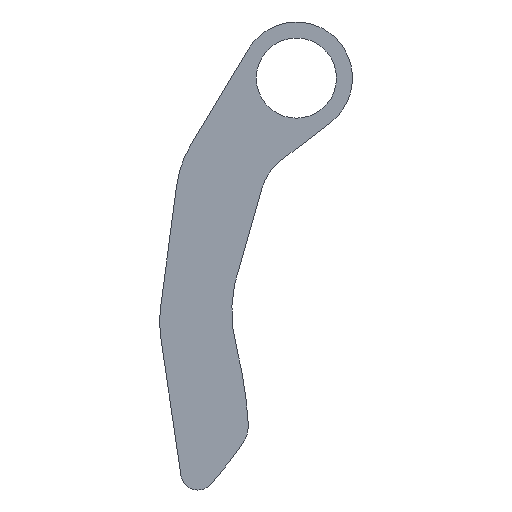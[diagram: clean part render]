
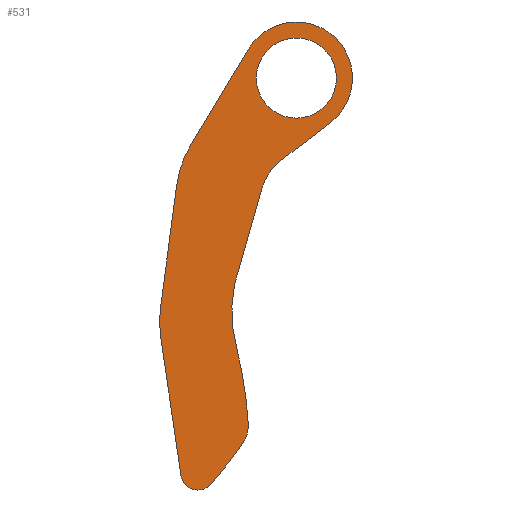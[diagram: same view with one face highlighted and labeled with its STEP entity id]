
A CAD part, front view. The second image highlights one B-rep face of the part: STEP entity #531.
In plain terms, the highlighted planar face has unit normal (0, -1, 0).
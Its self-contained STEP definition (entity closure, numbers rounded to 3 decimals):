
#2 = CIRCLE ( 'NONE', #639, 51.167 ) ;
#4 = DIRECTION ( 'NONE',  ( 0., 0., 1. ) ) ;
#9 = LINE ( 'NONE', #643, #169 ) ;
#10 = DIRECTION ( 'NONE',  ( 0., -1., 0. ) ) ;
#13 = DIRECTION ( 'NONE',  ( 0., 0., 1. ) ) ;
#22 = VERTEX_POINT ( 'NONE', #515 ) ;
#26 = VERTEX_POINT ( 'NONE', #361 ) ;
#31 = CIRCLE ( 'NONE', #470, 21. ) ;
#33 = CARTESIAN_POINT ( 'NONE',  ( -30., 0., -130. ) ) ;
#34 = DIRECTION ( 'NONE',  ( 0., 1., 0. ) ) ;
#35 = CIRCLE ( 'NONE', #510, 40. ) ;
#40 = CARTESIAN_POINT ( 'NONE',  ( -36.867, 0., -154.181 ) ) ;
#44 = EDGE_LOOP ( 'NONE', ( #182, #569 ) ) ;
#45 = ORIENTED_EDGE ( 'NONE', *, *, #451, .F. ) ;
#49 = EDGE_CURVE ( 'NONE', #205, #97, #629, .T. ) ;
#50 = CARTESIAN_POINT ( 'NONE',  ( -171.257, 0., -138.292 ) ) ;
#60 = CARTESIAN_POINT ( 'NONE',  ( 0., 0., 0. ) ) ;
#62 = CARTESIAN_POINT ( 'NONE',  ( -5.169, 0., -45.531 ) ) ;
#67 = DIRECTION ( 'NONE',  ( 0., 0., -1. ) ) ;
#69 = EDGE_LOOP ( 'NONE', ( #396, #490, #600, #509, #95, #259, #612, #402, #419, #572, #406, #133, #45, #81, #119 ) ) ;
#72 = CIRCLE ( 'NONE', #537, 153.5 ) ;
#81 = ORIENTED_EDGE ( 'NONE', *, *, #102, .F. ) ;
#82 = EDGE_CURVE ( 'NONE', #22, #517, #9, .T. ) ;
#84 = DIRECTION ( 'NONE',  ( 0., 0., -1. ) ) ;
#86 = EDGE_CURVE ( 'NONE', #186, #292, #260, .T. ) ;
#88 = DIRECTION ( 'NONE',  ( 0., 1., 0. ) ) ;
#94 = DIRECTION ( 'NONE',  ( 0., 0., 1. ) ) ;
#95 = ORIENTED_EDGE ( 'NONE', *, *, #155, .F. ) ;
#97 = VERTEX_POINT ( 'NONE', #317 ) ;
#102 = EDGE_CURVE ( 'NONE', #359, #150, #106, .T. ) ;
#106 = CIRCLE ( 'NONE', #532, 20. ) ;
#111 = DIRECTION ( 'NONE',  ( 0., 0., 1. ) ) ;
#119 = ORIENTED_EDGE ( 'NONE', *, *, #264, .F. ) ;
#123 = CARTESIAN_POINT ( 'NONE',  ( 0., 0., 0. ) ) ;
#133 = ORIENTED_EDGE ( 'NONE', *, *, #583, .F. ) ;
#136 = CARTESIAN_POINT ( 'NONE',  ( 12.767, 0., -16.674 ) ) ;
#150 = VERTEX_POINT ( 'NONE', #219 ) ;
#155 = EDGE_CURVE ( 'NONE', #327, #22, #2, .T. ) ;
#157 = AXIS2_PLACEMENT_3D ( 'NONE', #33, #88, #249 ) ;
#162 = CARTESIAN_POINT ( 'NONE',  ( -20.116, 0., -136.805 ) ) ;
#169 = VECTOR ( 'NONE', #527, 1000. ) ;
#170 = AXIS2_PLACEMENT_3D ( 'NONE', #123, #477, #67 ) ;
#173 = CARTESIAN_POINT ( 'NONE',  ( -44.825, 0., -40.292 ) ) ;
#174 = CARTESIAN_POINT ( 'NONE',  ( 12.767, 0., -16.674 ) ) ;
#182 = ORIENTED_EDGE ( 'NONE', *, *, #49, .T. ) ;
#185 = DIRECTION ( 'NONE',  ( -0.276, 0., -0.961 ) ) ;
#186 = VERTEX_POINT ( 'NONE', #553 ) ;
#199 = CARTESIAN_POINT ( 'NONE',  ( -36.867, 0., -147.785 ) ) ;
#205 = VERTEX_POINT ( 'NONE', #454 ) ;
#208 = AXIS2_PLACEMENT_3D ( 'NONE', #199, #303, #94 ) ;
#212 = CIRCLE ( 'NONE', #673, 15. ) ;
#214 = EDGE_CURVE ( 'NONE', #517, #411, #35, .T. ) ;
#219 = CARTESIAN_POINT ( 'NONE',  ( -12.873, 0., -41.264 ) ) ;
#220 = DIRECTION ( 'NONE',  ( 0., 1., 0. ) ) ;
#243 = CARTESIAN_POINT ( 'NONE',  ( -5.806, 0., -30.895 ) ) ;
#248 = EDGE_CURVE ( 'NONE', #411, #26, #388, .T. ) ;
#249 = DIRECTION ( 'NONE',  ( 0., 0., 1. ) ) ;
#259 = ORIENTED_EDGE ( 'NONE', *, *, #421, .F. ) ;
#260 = CIRCLE ( 'NONE', #368, 153.5 ) ;
#264 = EDGE_CURVE ( 'NONE', #680, #359, #267, .T. ) ;
#265 = DIRECTION ( 'NONE',  ( 0., 1., 0. ) ) ;
#266 = FACE_BOUND ( 'NONE', #44, .T. ) ;
#267 = LINE ( 'NONE', #174, #554 ) ;
#273 = CARTESIAN_POINT ( 'NONE',  ( -146.544, 0., -49.752 ) ) ;
#279 = CARTESIAN_POINT ( 'NONE',  ( 0., 0., 0. ) ) ;
#285 = DIRECTION ( 'NONE',  ( 0., 1., 0. ) ) ;
#289 = DIRECTION ( 'NONE',  ( 0., 1., 0. ) ) ;
#291 = LINE ( 'NONE', #357, #693 ) ;
#292 = VERTEX_POINT ( 'NONE', #484 ) ;
#296 = DIRECTION ( 'NONE',  ( -0.145, 0., 0.989 ) ) ;
#297 = VERTEX_POINT ( 'NONE', #162 ) ;
#303 = DIRECTION ( 'NONE',  ( 0., 1., 0. ) ) ;
#305 = CARTESIAN_POINT ( 'NONE',  ( -43.195, 0., -148.715 ) ) ;
#312 = EDGE_CURVE ( 'NONE', #97, #205, #212, .T. ) ;
#314 = CARTESIAN_POINT ( 'NONE',  ( 0.007, 0., -91.243 ) ) ;
#317 = CARTESIAN_POINT ( 'NONE',  ( 0., 0., 15. ) ) ;
#318 = CARTESIAN_POINT ( 'NONE',  ( 26.994, 0., -87.458 ) ) ;
#324 = CARTESIAN_POINT ( 'NONE',  ( -21.14, 0., -70.102 ) ) ;
#327 = VERTEX_POINT ( 'NONE', #456 ) ;
#329 = DIRECTION ( 'NONE',  ( 0., 1., 0. ) ) ;
#333 = VERTEX_POINT ( 'NONE', #305 ) ;
#334 = CARTESIAN_POINT ( 'NONE',  ( 6.353, 0., -46.775 ) ) ;
#341 = CARTESIAN_POINT ( 'NONE',  ( -39.466, 0., -24.946 ) ) ;
#346 = CARTESIAN_POINT ( 'NONE',  ( -43.195, 0., -148.715 ) ) ;
#352 = AXIS2_PLACEMENT_3D ( 'NONE', #60, #329, #590 ) ;
#355 = CIRCLE ( 'NONE', #618, 6.396 ) ;
#357 = CARTESIAN_POINT ( 'NONE',  ( -12.873, 0., -41.264 ) ) ;
#359 = VERTEX_POINT ( 'NONE', #243 ) ;
#361 = CARTESIAN_POINT ( 'NONE',  ( -18.006, 0., 10.807 ) ) ;
#368 = AXIS2_PLACEMENT_3D ( 'NONE', #50, #378, #13 ) ;
#369 = EDGE_CURVE ( 'NONE', #418, #333, #636, .T. ) ;
#370 = CARTESIAN_POINT ( 'NONE',  ( -32.098, 0., -152.048 ) ) ;
#371 = CARTESIAN_POINT ( 'NONE',  ( -39.466, 0., -24.946 ) ) ;
#373 = DIRECTION ( 'NONE',  ( 0., -1., 0. ) ) ;
#375 = DIRECTION ( 'NONE',  ( 0., 0., 1. ) ) ;
#378 = DIRECTION ( 'NONE',  ( 0., 1., 0. ) ) ;
#387 = FACE_OUTER_BOUND ( 'NONE', #69, .T. ) ;
#388 = LINE ( 'NONE', #371, #581 ) ;
#396 = ORIENTED_EDGE ( 'NONE', *, *, #399, .F. ) ;
#399 = EDGE_CURVE ( 'NONE', #26, #680, #31, .T. ) ;
#402 = ORIENTED_EDGE ( 'NONE', *, *, #577, .F. ) ;
#403 = VECTOR ( 'NONE', #296, 1000. ) ;
#406 = ORIENTED_EDGE ( 'NONE', *, *, #86, .F. ) ;
#411 = VERTEX_POINT ( 'NONE', #341 ) ;
#418 = VERTEX_POINT ( 'NONE', #40 ) ;
#419 = ORIENTED_EDGE ( 'NONE', *, *, #593, .F. ) ;
#421 = EDGE_CURVE ( 'NONE', #333, #327, #665, .T. ) ;
#433 = DIRECTION ( 'NONE',  ( 0., 0., 1. ) ) ;
#443 = AXIS2_PLACEMENT_3D ( 'NONE', #318, #10, #610 ) ;
#446 = CARTESIAN_POINT ( 'NONE',  ( -36.867, 0., -147.785 ) ) ;
#451 = EDGE_CURVE ( 'NONE', #150, #549, #291, .T. ) ;
#454 = CARTESIAN_POINT ( 'NONE',  ( 0., 0., -15. ) ) ;
#456 = CARTESIAN_POINT ( 'NONE',  ( -50.933, 0., -96.056 ) ) ;
#470 = AXIS2_PLACEMENT_3D ( 'NONE', #563, #34, #84 ) ;
#477 = DIRECTION ( 'NONE',  ( 0., -1., 0. ) ) ;
#484 = CARTESIAN_POINT ( 'NONE',  ( -18.021, 0., -129.297 ) ) ;
#488 = DIRECTION ( 'NONE',  ( 0.515, 0., 0.857 ) ) ;
#490 = ORIENTED_EDGE ( 'NONE', *, *, #248, .F. ) ;
#499 = PLANE ( 'NONE',  #170 ) ;
#509 = ORIENTED_EDGE ( 'NONE', *, *, #82, .F. ) ;
#510 = AXIS2_PLACEMENT_3D ( 'NONE', #62, #285, #654 ) ;
#515 = CARTESIAN_POINT ( 'NONE',  ( -50.383, 0., -82.364 ) ) ;
#517 = VERTEX_POINT ( 'NONE', #173 ) ;
#525 = CIRCLE ( 'NONE', #157, 12. ) ;
#527 = DIRECTION ( 'NONE',  ( 0.131, 0., 0.991 ) ) ;
#531 = ADVANCED_FACE ( 'NONE', ( #387, #266 ), #499, .T. ) ;
#532 = AXIS2_PLACEMENT_3D ( 'NONE', #334, #373, #585 ) ;
#537 = AXIS2_PLACEMENT_3D ( 'NONE', #273, #220, #433 ) ;
#543 = VERTEX_POINT ( 'NONE', #370 ) ;
#547 = DIRECTION ( 'NONE',  ( 0., 1., 0. ) ) ;
#549 = VERTEX_POINT ( 'NONE', #324 ) ;
#553 = CARTESIAN_POINT ( 'NONE',  ( -22.457, 0., -100.6 ) ) ;
#554 = VECTOR ( 'NONE', #587, 1000. ) ;
#563 = CARTESIAN_POINT ( 'NONE',  ( 0., 0., 0. ) ) ;
#569 = ORIENTED_EDGE ( 'NONE', *, *, #312, .T. ) ;
#572 = ORIENTED_EDGE ( 'NONE', *, *, #694, .F. ) ;
#577 = EDGE_CURVE ( 'NONE', #543, #418, #355, .T. ) ;
#581 = VECTOR ( 'NONE', #488, 1000. ) ;
#582 = CIRCLE ( 'NONE', #443, 51.167 ) ;
#583 = EDGE_CURVE ( 'NONE', #549, #186, #582, .T. ) ;
#585 = DIRECTION ( 'NONE',  ( 0., 0., -1. ) ) ;
#587 = DIRECTION ( 'NONE',  ( -0.794, 0., -0.608 ) ) ;
#590 = DIRECTION ( 'NONE',  ( 0., 0., 1. ) ) ;
#593 = EDGE_CURVE ( 'NONE', #297, #543, #72, .T. ) ;
#600 = ORIENTED_EDGE ( 'NONE', *, *, #214, .F. ) ;
#610 = DIRECTION ( 'NONE',  ( 0., 0., 1. ) ) ;
#612 = ORIENTED_EDGE ( 'NONE', *, *, #369, .F. ) ;
#618 = AXIS2_PLACEMENT_3D ( 'NONE', #446, #547, #111 ) ;
#629 = CIRCLE ( 'NONE', #352, 15. ) ;
#636 = CIRCLE ( 'NONE', #208, 6.396 ) ;
#639 = AXIS2_PLACEMENT_3D ( 'NONE', #314, #265, #4 ) ;
#643 = CARTESIAN_POINT ( 'NONE',  ( -50.383, 0., -82.364 ) ) ;
#654 = DIRECTION ( 'NONE',  ( 0., 0., 1. ) ) ;
#665 = LINE ( 'NONE', #346, #403 ) ;
#673 = AXIS2_PLACEMENT_3D ( 'NONE', #279, #289, #375 ) ;
#680 = VERTEX_POINT ( 'NONE', #136 ) ;
#693 = VECTOR ( 'NONE', #185, 1000. ) ;
#694 = EDGE_CURVE ( 'NONE', #292, #297, #525, .T. ) ;
